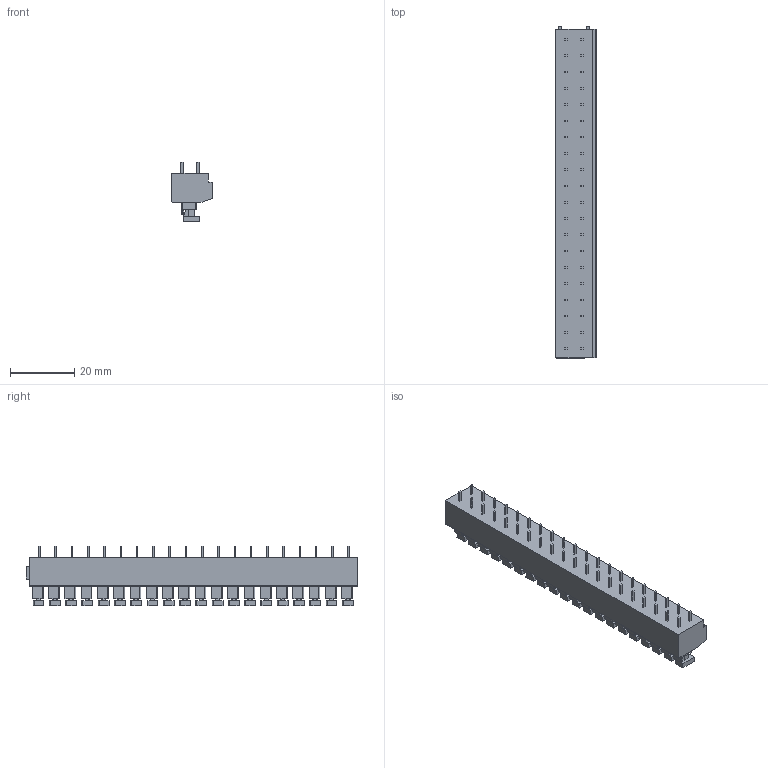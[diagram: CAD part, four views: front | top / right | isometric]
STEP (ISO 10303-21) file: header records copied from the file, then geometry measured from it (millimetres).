
FILE_DESCRIPTION((''),'2;1');
FILE_NAME('TLM-301R','2024-10-09T11:00:35',('tluser'),(''),'CREO PARAMETRIC BY PTC INC, 2018100','CREO PARAMETRIC BY PTC INC, 2018100','');
FILE_SCHEMA(('CONFIG_CONTROL_DESIGN'));
Length unit declared in the file: millimetre
Products named in the file (1): TLM-301R
Bounding box: 12.6 x 103.6 x 18.7 mm (x, y, z)
Volume: 12083 mm3; surface area: 8029.4 mm2
Topology: 1 solids, 1 shells, 982 faces, 2494 edges, 1636 vertices
Faces by surface type: plane 819, cylinder 123, cone 40
Entity records: 29522 total; most frequent: CARTESIAN_POINT 5712, ORIENTED_EDGE 4988, DIRECTION 4624, EDGE_CURVE 2494, VECTOR 2088, LINE 2088, VERTEX_POINT 1636, AXIS2_PLACEMENT_3D 1268
